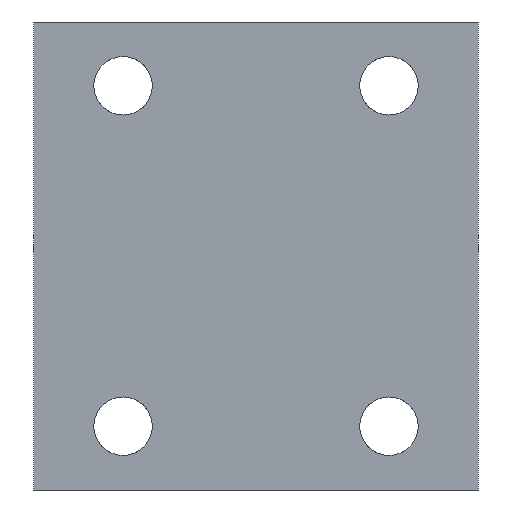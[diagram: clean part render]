
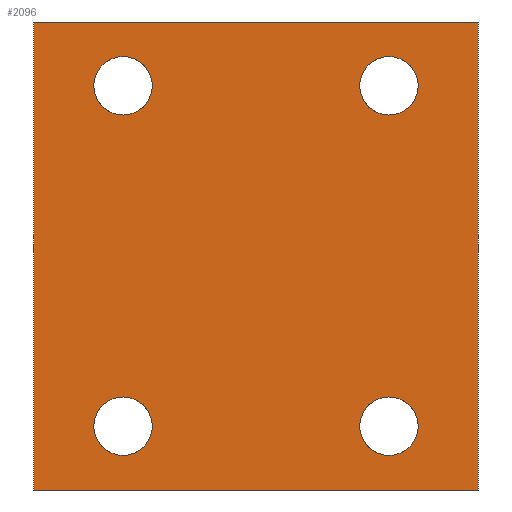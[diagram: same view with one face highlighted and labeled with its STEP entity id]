
A CAD part, front view. The second image highlights one B-rep face of the part: STEP entity #2096.
In plain terms, the highlighted planar face has unit normal (0, -1, 0).
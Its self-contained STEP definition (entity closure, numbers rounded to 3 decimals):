
#1924=CARTESIAN_POINT('',(0.,0.,0.));
#1925=VERTEX_POINT('',#1924);
#1933=CARTESIAN_POINT('',(0.,0.,-44.));
#1934=VERTEX_POINT('',#1933);
#1941=CARTESIAN_POINT('',(0.,0.,-44.));
#1942=DIRECTION('',(0.,0.,1.));
#1943=VECTOR('',#1942,44.);
#1944=LINE('',#1941,#1943);
#1945=EDGE_CURVE('',#1934,#1925,#1944,.T.);
#1950=CARTESIAN_POINT('',(0.,0.,-44.));
#1951=DIRECTION('',(0.,-1.,0.));
#1952=DIRECTION('',(0.,0.,-1.));
#1953=AXIS2_PLACEMENT_3D('',#1950,#1951,#1952);
#1954=PLANE('',#1953);
#1955=CARTESIAN_POINT('',(36.15,0.,-6.));
#1956=VERTEX_POINT('',#1955);
#1957=CARTESIAN_POINT('',(33.4,0.,-8.75));
#1958=VERTEX_POINT('',#1957);
#1959=CARTESIAN_POINT('',(33.4,0.,-6.));
#1960=DIRECTION('',(-0.,1.,0.));
#1961=DIRECTION('',(1.,0.,0.));
#1962=AXIS2_PLACEMENT_3D('',#1959,#1960,#1961);
#1963=CIRCLE('',#1962,2.75);
#1964=EDGE_CURVE('',#1956,#1958,#1963,.T.);
#1965=ORIENTED_EDGE('',*,*,#1964,.T.);
#1966=CARTESIAN_POINT('',(33.4,0.,-3.25));
#1967=VERTEX_POINT('',#1966);
#1968=CARTESIAN_POINT('',(33.4,0.,-6.));
#1969=DIRECTION('',(-0.,1.,0.));
#1970=DIRECTION('',(1.,0.,0.));
#1971=AXIS2_PLACEMENT_3D('',#1968,#1969,#1970);
#1972=CIRCLE('',#1971,2.75);
#1973=EDGE_CURVE('',#1958,#1967,#1972,.T.);
#1974=ORIENTED_EDGE('',*,*,#1973,.T.);
#1975=CARTESIAN_POINT('',(33.4,0.,-6.));
#1976=DIRECTION('',(-0.,1.,0.));
#1977=DIRECTION('',(1.,0.,0.));
#1978=AXIS2_PLACEMENT_3D('',#1975,#1976,#1977);
#1979=CIRCLE('',#1978,2.75);
#1980=EDGE_CURVE('',#1967,#1956,#1979,.T.);
#1981=ORIENTED_EDGE('',*,*,#1980,.T.);
#1982=EDGE_LOOP('',(#1965,#1974,#1981));
#1983=FACE_BOUND('',#1982,.T.);
#1984=CARTESIAN_POINT('',(36.15,0.,-38.));
#1985=VERTEX_POINT('',#1984);
#1986=CARTESIAN_POINT('',(33.4,0.,-40.75));
#1987=VERTEX_POINT('',#1986);
#1988=CARTESIAN_POINT('',(33.4,0.,-38.));
#1989=DIRECTION('',(-0.,1.,0.));
#1990=DIRECTION('',(1.,0.,0.));
#1991=AXIS2_PLACEMENT_3D('',#1988,#1989,#1990);
#1992=CIRCLE('',#1991,2.75);
#1993=EDGE_CURVE('',#1985,#1987,#1992,.T.);
#1994=ORIENTED_EDGE('',*,*,#1993,.T.);
#1995=CARTESIAN_POINT('',(33.4,0.,-35.25));
#1996=VERTEX_POINT('',#1995);
#1997=CARTESIAN_POINT('',(33.4,0.,-38.));
#1998=DIRECTION('',(-0.,1.,0.));
#1999=DIRECTION('',(1.,0.,0.));
#2000=AXIS2_PLACEMENT_3D('',#1997,#1998,#1999);
#2001=CIRCLE('',#2000,2.75);
#2002=EDGE_CURVE('',#1987,#1996,#2001,.T.);
#2003=ORIENTED_EDGE('',*,*,#2002,.T.);
#2004=CARTESIAN_POINT('',(33.4,0.,-38.));
#2005=DIRECTION('',(-0.,1.,0.));
#2006=DIRECTION('',(1.,0.,0.));
#2007=AXIS2_PLACEMENT_3D('',#2004,#2005,#2006);
#2008=CIRCLE('',#2007,2.75);
#2009=EDGE_CURVE('',#1996,#1985,#2008,.T.);
#2010=ORIENTED_EDGE('',*,*,#2009,.T.);
#2011=EDGE_LOOP('',(#1994,#2003,#2010));
#2012=FACE_BOUND('',#2011,.T.);
#2013=CARTESIAN_POINT('',(11.15,0.,-38.));
#2014=VERTEX_POINT('',#2013);
#2015=CARTESIAN_POINT('',(8.4,0.,-40.75));
#2016=VERTEX_POINT('',#2015);
#2017=CARTESIAN_POINT('',(8.4,0.,-38.));
#2018=DIRECTION('',(-0.,1.,0.));
#2019=DIRECTION('',(1.,0.,0.));
#2020=AXIS2_PLACEMENT_3D('',#2017,#2018,#2019);
#2021=CIRCLE('',#2020,2.75);
#2022=EDGE_CURVE('',#2014,#2016,#2021,.T.);
#2023=ORIENTED_EDGE('',*,*,#2022,.T.);
#2024=CARTESIAN_POINT('',(8.4,0.,-35.25));
#2025=VERTEX_POINT('',#2024);
#2026=CARTESIAN_POINT('',(8.4,0.,-38.));
#2027=DIRECTION('',(-0.,1.,0.));
#2028=DIRECTION('',(1.,0.,0.));
#2029=AXIS2_PLACEMENT_3D('',#2026,#2027,#2028);
#2030=CIRCLE('',#2029,2.75);
#2031=EDGE_CURVE('',#2016,#2025,#2030,.T.);
#2032=ORIENTED_EDGE('',*,*,#2031,.T.);
#2033=CARTESIAN_POINT('',(8.4,0.,-38.));
#2034=DIRECTION('',(-0.,1.,0.));
#2035=DIRECTION('',(1.,0.,0.));
#2036=AXIS2_PLACEMENT_3D('',#2033,#2034,#2035);
#2037=CIRCLE('',#2036,2.75);
#2038=EDGE_CURVE('',#2025,#2014,#2037,.T.);
#2039=ORIENTED_EDGE('',*,*,#2038,.T.);
#2040=EDGE_LOOP('',(#2023,#2032,#2039));
#2041=FACE_BOUND('',#2040,.T.);
#2042=CARTESIAN_POINT('',(11.15,0.,-6.));
#2043=VERTEX_POINT('',#2042);
#2044=CARTESIAN_POINT('',(8.4,0.,-8.75));
#2045=VERTEX_POINT('',#2044);
#2046=CARTESIAN_POINT('',(8.4,0.,-6.));
#2047=DIRECTION('',(-0.,1.,0.));
#2048=DIRECTION('',(1.,0.,0.));
#2049=AXIS2_PLACEMENT_3D('',#2046,#2047,#2048);
#2050=CIRCLE('',#2049,2.75);
#2051=EDGE_CURVE('',#2043,#2045,#2050,.T.);
#2052=ORIENTED_EDGE('',*,*,#2051,.T.);
#2053=CARTESIAN_POINT('',(8.4,0.,-3.25));
#2054=VERTEX_POINT('',#2053);
#2055=CARTESIAN_POINT('',(8.4,0.,-6.));
#2056=DIRECTION('',(-0.,1.,0.));
#2057=DIRECTION('',(1.,0.,0.));
#2058=AXIS2_PLACEMENT_3D('',#2055,#2056,#2057);
#2059=CIRCLE('',#2058,2.75);
#2060=EDGE_CURVE('',#2045,#2054,#2059,.T.);
#2061=ORIENTED_EDGE('',*,*,#2060,.T.);
#2062=CARTESIAN_POINT('',(8.4,0.,-6.));
#2063=DIRECTION('',(-0.,1.,0.));
#2064=DIRECTION('',(1.,0.,0.));
#2065=AXIS2_PLACEMENT_3D('',#2062,#2063,#2064);
#2066=CIRCLE('',#2065,2.75);
#2067=EDGE_CURVE('',#2054,#2043,#2066,.T.);
#2068=ORIENTED_EDGE('',*,*,#2067,.T.);
#2069=EDGE_LOOP('',(#2052,#2061,#2068));
#2070=FACE_BOUND('',#2069,.T.);
#2071=CARTESIAN_POINT('',(41.8,0.,0.));
#2072=VERTEX_POINT('',#2071);
#2073=CARTESIAN_POINT('',(0.,0.,0.));
#2074=DIRECTION('',(1.,0.,-0.));
#2075=VECTOR('',#2074,41.8);
#2076=LINE('',#2073,#2075);
#2077=EDGE_CURVE('',#1925,#2072,#2076,.T.);
#2078=ORIENTED_EDGE('',*,*,#2077,.F.);
#2079=ORIENTED_EDGE('',*,*,#1945,.F.);
#2080=CARTESIAN_POINT('',(41.8,0.,-44.));
#2081=VERTEX_POINT('',#2080);
#2082=CARTESIAN_POINT('',(0.,0.,-44.));
#2083=DIRECTION('',(1.,0.,-0.));
#2084=VECTOR('',#2083,41.8);
#2085=LINE('',#2082,#2084);
#2086=EDGE_CURVE('',#1934,#2081,#2085,.T.);
#2087=ORIENTED_EDGE('',*,*,#2086,.T.);
#2088=CARTESIAN_POINT('',(41.8,0.,-44.));
#2089=DIRECTION('',(0.,0.,1.));
#2090=VECTOR('',#2089,44.);
#2091=LINE('',#2088,#2090);
#2092=EDGE_CURVE('',#2081,#2072,#2091,.T.);
#2093=ORIENTED_EDGE('',*,*,#2092,.T.);
#2094=EDGE_LOOP('',(#2078,#2079,#2087,#2093));
#2095=FACE_BOUND('',#2094,.T.);
#2096=ADVANCED_FACE('',(#1983,#2012,#2041,#2070,#2095),#1954,.T.);
